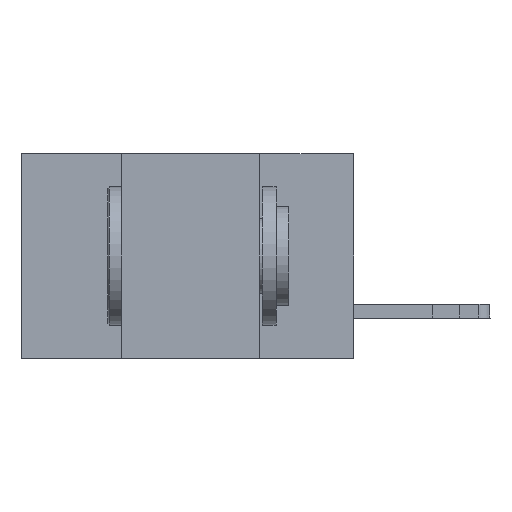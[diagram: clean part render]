
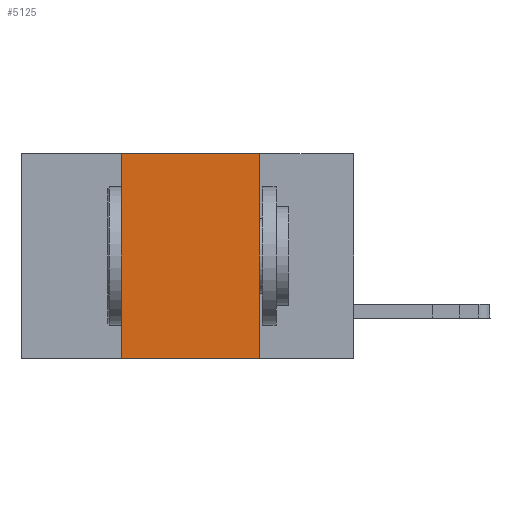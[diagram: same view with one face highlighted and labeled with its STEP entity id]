
A CAD part, left-side view. The second image highlights one B-rep face of the part: STEP entity #5125.
In plain terms, the highlighted planar face has unit normal (-1, 0, 0).
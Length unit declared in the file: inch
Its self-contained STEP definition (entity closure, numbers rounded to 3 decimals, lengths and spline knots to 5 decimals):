
#613 = DIRECTION ( 'NONE',  ( 0., 0., -1. ) ) ;
#2622 = DIRECTION ( 'NONE',  ( 0., 0., -1. ) ) ;
#3794 = VECTOR ( 'NONE', #26068, 39.37008 ) ;
#4341 = EDGE_CURVE ( 'NONE', #21231, #5192, #5399, .T. ) ;
#4420 = CARTESIAN_POINT ( 'NONE',  ( 0., 0.42, -0.37 ) ) ;
#4975 = EDGE_LOOP ( 'NONE', ( #5354, #26155, #12512, #28534 ) ) ;
#5125 = ADVANCED_FACE ( 'NONE', ( #15591 ), #25360, .F. ) ;
#5192 = VERTEX_POINT ( 'NONE', #24294 ) ;
#5354 = ORIENTED_EDGE ( 'NONE', *, *, #12033, .F. ) ;
#5399 = LINE ( 'NONE', #22107, #26979 ) ;
#8758 = CARTESIAN_POINT ( 'NONE',  ( 0., 0.17, -0.37 ) ) ;
#9408 = EDGE_CURVE ( 'NONE', #28180, #21231, #29240, .T. ) ;
#9594 = VECTOR ( 'NONE', #2622, 39.37008 ) ;
#10317 = CARTESIAN_POINT ( 'NONE',  ( 0., 0.42, 0. ) ) ;
#12033 = EDGE_CURVE ( 'NONE', #5192, #20212, #27284, .T. ) ;
#12512 = ORIENTED_EDGE ( 'NONE', *, *, #9408, .F. ) ;
#14183 = CARTESIAN_POINT ( 'NONE',  ( 0., 0.6, 0. ) ) ;
#14390 = DIRECTION ( 'NONE',  ( 1., 0., 0. ) ) ;
#15591 = FACE_OUTER_BOUND ( 'NONE', #4975, .T. ) ;
#17733 = AXIS2_PLACEMENT_3D ( 'NONE', #14183, #14390, #613 ) ;
#18021 = EDGE_CURVE ( 'NONE', #28180, #20212, #18229, .T. ) ;
#18229 = LINE ( 'NONE', #28197, #25299 ) ;
#18530 = CARTESIAN_POINT ( 'NONE',  ( 0., 0.42, 0. ) ) ;
#19739 = DIRECTION ( 'NONE',  ( 0., -1., 0. ) ) ;
#20212 = VERTEX_POINT ( 'NONE', #8758 ) ;
#21231 = VERTEX_POINT ( 'NONE', #10317 ) ;
#22107 = CARTESIAN_POINT ( 'NONE',  ( 0., 0.6, 0. ) ) ;
#24294 = CARTESIAN_POINT ( 'NONE',  ( 0., 0.17, 0. ) ) ;
#25299 = VECTOR ( 'NONE', #28011, 39.37008 ) ;
#25360 = PLANE ( 'NONE',  #17733 ) ;
#26068 = DIRECTION ( 'NONE',  ( 0., 0., 1. ) ) ;
#26155 = ORIENTED_EDGE ( 'NONE', *, *, #4341, .F. ) ;
#26687 = CARTESIAN_POINT ( 'NONE',  ( 0., 0.17, 0. ) ) ;
#26979 = VECTOR ( 'NONE', #19739, 39.37008 ) ;
#27284 = LINE ( 'NONE', #26687, #9594 ) ;
#28011 = DIRECTION ( 'NONE',  ( 0., -1., 0. ) ) ;
#28180 = VERTEX_POINT ( 'NONE', #4420 ) ;
#28197 = CARTESIAN_POINT ( 'NONE',  ( 0., 0.6, -0.37 ) ) ;
#28534 = ORIENTED_EDGE ( 'NONE', *, *, #18021, .T. ) ;
#29240 = LINE ( 'NONE', #18530, #3794 ) ;
